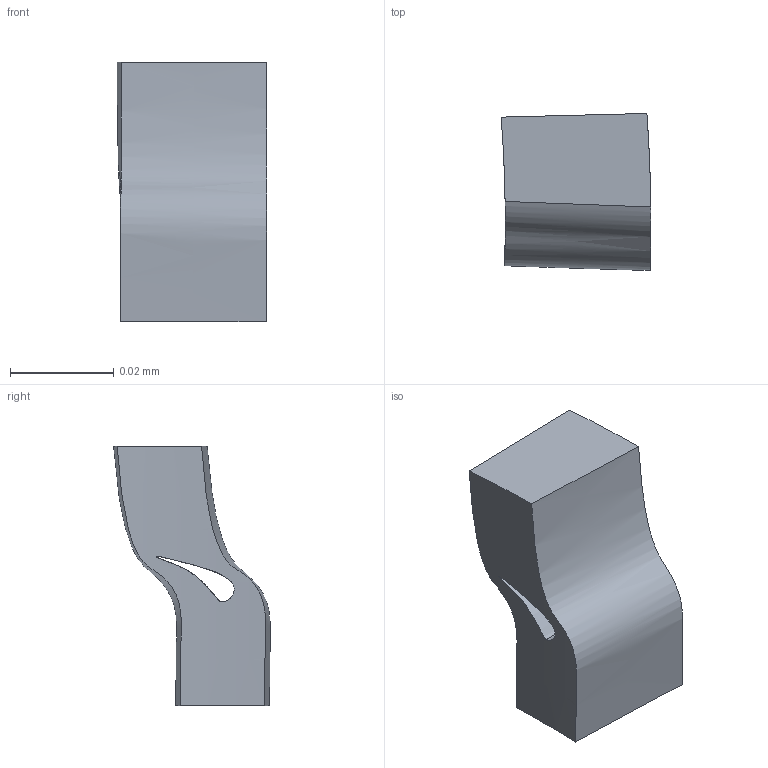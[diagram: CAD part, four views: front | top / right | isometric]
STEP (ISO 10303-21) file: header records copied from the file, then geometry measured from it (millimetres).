
FILE_DESCRIPTION(('Open CASCADE Model'),'2;1');
FILE_NAME('Open CASCADE Shape Model','2024-03-30T20:52:30',('Author'),( 'Open CASCADE'),'Open CASCADE STEP processor 7.7','Open CASCADE 7.7' ,'Unknown');
FILE_SCHEMA(('AUTOMOTIVE_DESIGN { 1 0 10303 214 1 1 1 1 }'));
Length unit declared in the file: millimetre
Products named in the file (1): Open CASCADE STEP translator 7.7 4
Bounding box: 0.03 x 0.03 x 0.05 mm (x, y, z)
Surface area: 0 mm2 (no closed solid volume)
Topology: 0 solids, 1 shells, 8 faces, 24 edges, 14 vertices
Faces by surface type: revolution 4, bspline 4
Entity records: 13538 total; most frequent: CARTESIAN_POINT 13189, B_SPLINE_CURVE_WITH_KNOTS 46, ORIENTED_EDGE 40, PCURVE 40, DEFINITIONAL_REPRESENTATION 40, DIRECTION 30, EDGE_CURVE 22, SURFACE_CURVE 22
